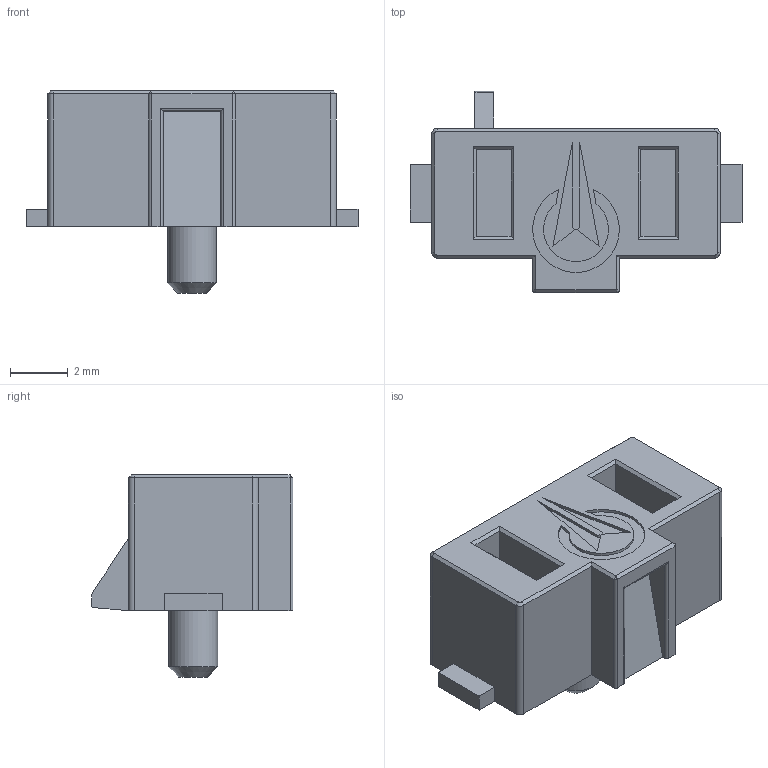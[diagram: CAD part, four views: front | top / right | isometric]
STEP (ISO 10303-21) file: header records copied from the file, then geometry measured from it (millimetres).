
FILE_DESCRIPTION(('FreeCAD Model'),'2;1');
FILE_NAME('Open CASCADE Shape Model','2023-05-14T18:45:29',(''),(''), 'Open CASCADE STEP processor 7.6','FreeCAD','Unknown');
FILE_SCHEMA(('AUTOMOTIVE_DESIGN { 1 0 10303 214 1 1 1 1 }'));
Length unit declared in the file: millimetre
Products named in the file (1): stem
Bounding box: 11.5 x 6.99 x 7 mm (x, y, z)
Volume: 153.9 mm3; surface area: 424.1 mm2
Topology: 1 solids, 1 shells, 90 faces, 216 edges, 133 vertices
Faces by surface type: plane 68, cylinder 15, cone 7
Full cylindrical faces by diameter (mm): 1.7 x1, 4 x1
Entity records: 2561 total; most frequent: CARTESIAN_POINT 438, DIRECTION 429, ORIENTED_EDGE 428, EDGE_CURVE 214, LINE 181, VECTOR 181, VERTEX_POINT 133, AXIS2_PLACEMENT_3D 124
